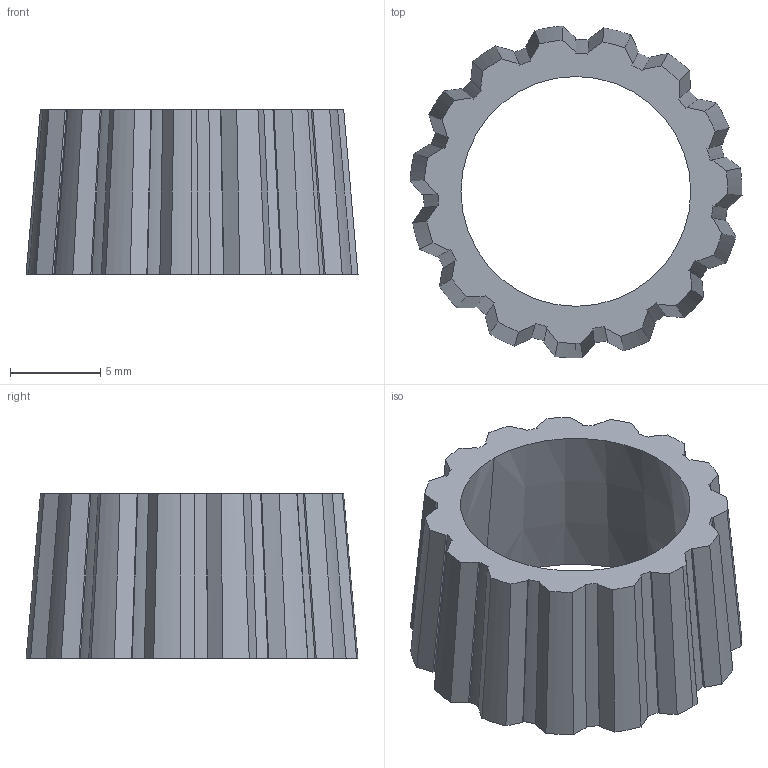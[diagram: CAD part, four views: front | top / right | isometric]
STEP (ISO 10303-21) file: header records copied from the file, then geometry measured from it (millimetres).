
FILE_DESCRIPTION(('CATIA V5 STEP Exchange','CAx-IF Rec.Pracs.--- Model Styling and Organization---1.4--- 2014-01-23','CAx-IF Rec.Pracs.---3D Tessellated Data Validation Properties---0.5---2014-09-14'),'2;1');
FILE_NAME('small tip spacer.stp','2025-10-27T04:05:08+00:00',('none'),('none'),'CATIA Version 5-6 Release 2019 SP6','CATIA V5 STEP AP242 v1','none');
FILE_SCHEMA(('AP242_MANAGED_MODEL_BASED_3D_ENGINEERING_MIM_LF {1 0 10303 442 1 1 4}'));
Length unit declared in the file: millimetre
Products named in the file (1): nosecone trimmer
Bounding box: 18.35 x 18.34 x 9.07 mm (x, y, z)
Volume: 754.7 mm3; surface area: 1135.4 mm2
Topology: 1 solids, 1 shells, 95 faces, 283 edges, 191 vertices
Faces by surface type: cone 33, plane 32, bspline 30
Entity records: 3779 total; most frequent: CARTESIAN_POINT 1638, ORIENTED_EDGE 558, EDGE_CURVE 279, DIRECTION 235, VERTEX_POINT 186, B_SPLINE_CURVE_WITH_KNOTS 120, AXIS2_PLACEMENT_3D 103, VECTOR 97
